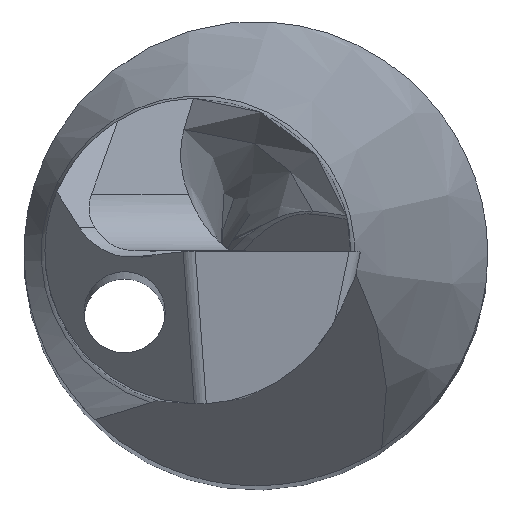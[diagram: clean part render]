
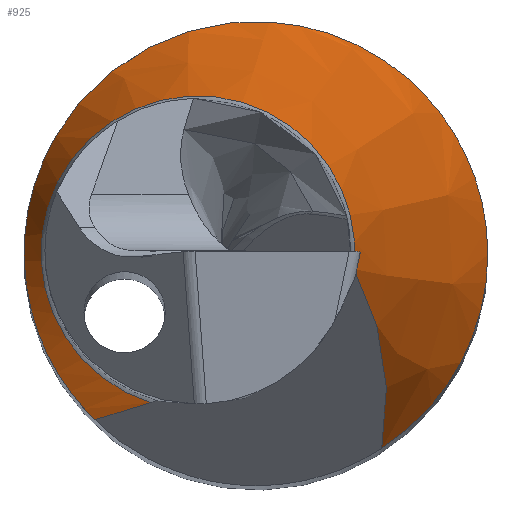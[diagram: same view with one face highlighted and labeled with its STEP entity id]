
A CAD part, top view. The second image highlights one B-rep face of the part: STEP entity #925.
In plain terms, the highlighted conical face has half-angle 15 degrees and reference radius 1.32 mm.
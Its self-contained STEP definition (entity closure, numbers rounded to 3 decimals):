
#70 = CARTESIAN_POINT ( 'NONE',  ( 1.949, 0.463, 22.434 ) ) ;
#91 = CIRCLE ( 'NONE', #446, 1.354 ) ;
#110 = EDGE_CURVE ( 'NONE', #1467, #654, #255, .T. ) ;
#121 = CARTESIAN_POINT ( 'NONE',  ( -1.391, -1.437, 25.416 ) ) ;
#132 = CARTESIAN_POINT ( 'NONE',  ( 1.085, -1.68, 23.106 ) ) ;
#135 = CARTESIAN_POINT ( 'NONE',  ( -1.521, -1.302, 25.561 ) ) ;
#138 = DIRECTION ( 'NONE',  ( 1., 0., 0. ) ) ;
#149 = CARTESIAN_POINT ( 'NONE',  ( -1.391, -1.437, 25.416 ) ) ;
#165 = CARTESIAN_POINT ( 'NONE',  ( 0.225, 1.995, 23.83 ) ) ;
#195 = ORIENTED_EDGE ( 'NONE', *, *, #239, .T. ) ;
#224 = CARTESIAN_POINT ( 'NONE',  ( 1.085, -1.68, 23.106 ) ) ;
#239 = EDGE_CURVE ( 'NONE', #1467, #888, #1061, .T. ) ;
#255 =( BOUNDED_CURVE ( )  B_SPLINE_CURVE ( 3, ( #132, #1255, #333, #1288 ),
 .UNSPECIFIED., .F., .T. ) 
 B_SPLINE_CURVE_WITH_KNOTS ( ( 4, 4 ),
 ( 1.163, 2.029 ),
 .UNSPECIFIED. ) 
 CURVE ( )  GEOMETRIC_REPRESENTATION_ITEM ( )  RATIONAL_B_SPLINE_CURVE ( ( 1., 0.939, 0.939, 1. ) ) 
 REPRESENTATION_ITEM ( '' )  );
#274 = ORIENTED_EDGE ( 'NONE', *, *, #110, .F. ) ;
#279 = CARTESIAN_POINT ( 'NONE',  ( -1.797, -0.883, 25.881 ) ) ;
#307 = CARTESIAN_POINT ( 'NONE',  ( 0.847, -0.14, 26.673 ) ) ;
#333 = CARTESIAN_POINT ( 'NONE',  ( 1.104, -0.607, 25.536 ) ) ;
#334 = CARTESIAN_POINT ( 'NONE',  ( -1.989, 0.237, 26.115 ) ) ;
#335 = CARTESIAN_POINT ( 'NONE',  ( -0.805, 1.839, 24.797 ) ) ;
#343 = CARTESIAN_POINT ( 'NONE',  ( -1.523, 1.309, 25.562 ) ) ;
#368 = CARTESIAN_POINT ( 'NONE',  ( 1.8, 0.902, 22.547 ) ) ;
#379 = EDGE_LOOP ( 'NONE', ( #1481, #1269, #274, #195 ) ) ;
#392 = CARTESIAN_POINT ( 'NONE',  ( -0.908, -1.291, 26.673 ) ) ;
#446 = AXIS2_PLACEMENT_3D ( 'NONE', #1101, #1112, #1441 ) ;
#450 = CARTESIAN_POINT ( 'NONE',  ( -2., 0.12, 26.128 ) ) ;
#451 = CARTESIAN_POINT ( 'NONE',  ( -1.917, -0.58, 26.026 ) ) ;
#458 = CARTESIAN_POINT ( 'NONE',  ( 1.834, -0.807, 22.521 ) ) ;
#475 = CARTESIAN_POINT ( 'NONE',  ( -0.5, 0., 26.8 ) ) ;
#488 = CARTESIAN_POINT ( 'NONE',  ( -1.391, -1.437, 25.416 ) ) ;
#499 = CARTESIAN_POINT ( 'NONE',  ( 1.258, 1.567, 22.967 ) ) ;
#525 = CARTESIAN_POINT ( 'NONE',  ( 1.918, 0.578, 22.457 ) ) ;
#549 = EDGE_CURVE ( 'NONE', #888, #1172, #1262, .T. ) ;
#560 = CARTESIAN_POINT ( 'NONE',  ( -0.908, -1.291, 26.673 ) ) ;
#567 = CARTESIAN_POINT ( 'NONE',  ( -1.989, -0.239, 26.115 ) ) ;
#570 = CARTESIAN_POINT ( 'NONE',  ( 1.61, -1.191, 22.692 ) ) ;
#623 = CARTESIAN_POINT ( 'NONE',  ( -0.304, 1.984, 24.311 ) ) ;
#654 = VERTEX_POINT ( 'NONE', #307 ) ;
#677 = CARTESIAN_POINT ( 'NONE',  ( -0.64, 1.903, 24.633 ) ) ;
#678 = CARTESIAN_POINT ( 'NONE',  ( -1.948, 0.469, 26.064 ) ) ;
#681 = CARTESIAN_POINT ( 'NONE',  ( 1.406, -1.438, 22.85 ) ) ;
#688 = CARTESIAN_POINT ( 'NONE',  ( -1.797, 0.884, 25.881 ) ) ;
#718 = FACE_OUTER_BOUND ( 'NONE', #379, .T. ) ;
#733 = CARTESIAN_POINT ( 'NONE',  ( -1.458, -1.373, 25.489 ) ) ;
#746 = CARTESIAN_POINT ( 'NONE',  ( 0.402, 1.968, 23.676 ) ) ;
#826 = CARTESIAN_POINT ( 'NONE',  ( -0.13, 2.004, 24.149 ) ) ;
#853 = CARTESIAN_POINT ( 'NONE',  ( 0.929, 1.782, 23.232 ) ) ;
#888 = VERTEX_POINT ( 'NONE', #121 ) ;
#917 = CARTESIAN_POINT ( 'NONE',  ( 1.955, -0.482, 22.43 ) ) ;
#925 = ADVANCED_FACE ( 'NONE', ( #718 ), #1083, .T. ) ;
#964 = CARTESIAN_POINT ( 'NONE',  ( -1.696, -1.064, 25.762 ) ) ;
#978 = CARTESIAN_POINT ( 'NONE',  ( 1.999, -0.248, 22.397 ) ) ;
#1027 = EDGE_CURVE ( 'NONE', #1172, #654, #91, .T. ) ;
#1029 = CARTESIAN_POINT ( 'NONE',  ( 1.674, -1.101, 22.643 ) ) ;
#1033 = CARTESIAN_POINT ( 'NONE',  ( -1.113, 1.671, 25.114 ) ) ;
#1061 = B_SPLINE_CURVE_WITH_KNOTS ( 'NONE', 3,
 ( #224, #1388, #681, #570, #1029, #1487, #458, #917, #978, #1085, #1211, #70, #525, #368, #1426, #1175, #499, #853, #1196, #746, #165, #826, #623, #677, #335, #1033, #1372, #343, #1265, #688, #1148, #1257, #678, #334, #450, #1256, #567, #1280, #451, #1202, #279, #964, #1092, #135, #733, #488 ),
 .UNSPECIFIED., .F., .F.,
 ( 4, 2, 2, 2, 2, 2, 2, 2, 2, 2, 2, 2, 2, 2, 2, 2, 2, 2, 2, 2, 2, 2, 4 ),
 ( 0.002, 0.003, 0.003, 0.003, 0.004, 0.004, 0.005, 0.006, 0.006, 0.007, 0.008, 0.008, 0.009, 0.01, 0.011, 0.011, 0.011, 0.012, 0.012, 0.012, 0.013, 0.013, 0.013 ),
 .UNSPECIFIED. ) ;
#1066 = CARTESIAN_POINT ( 'NONE',  ( -1.051, -1.365, 26.249 ) ) ;
#1083 = CONICAL_SURFACE ( 'NONE', #1478, 1.32, 0.262 ) ;
#1085 = CARTESIAN_POINT ( 'NONE',  ( 2., 0.112, 22.396 ) ) ;
#1092 = CARTESIAN_POINT ( 'NONE',  ( -1.64, -1.149, 25.697 ) ) ;
#1101 = CARTESIAN_POINT ( 'NONE',  ( -0.5, 0., 26.673 ) ) ;
#1112 = DIRECTION ( 'NONE',  ( 0., 0., -1. ) ) ;
#1148 = CARTESIAN_POINT ( 'NONE',  ( -1.843, 0.785, 25.936 ) ) ;
#1172 = VERTEX_POINT ( 'NONE', #560 ) ;
#1175 = CARTESIAN_POINT ( 'NONE',  ( 1.414, 1.43, 22.843 ) ) ;
#1190 = CARTESIAN_POINT ( 'NONE',  ( -1.214, -1.416, 25.831 ) ) ;
#1196 = CARTESIAN_POINT ( 'NONE',  ( 0.753, 1.862, 23.377 ) ) ;
#1202 = CARTESIAN_POINT ( 'NONE',  ( -1.842, -0.787, 25.935 ) ) ;
#1211 = CARTESIAN_POINT ( 'NONE',  ( 1.99, 0.231, 22.404 ) ) ;
#1255 = CARTESIAN_POINT ( 'NONE',  ( 1.189, -1.153, 24.269 ) ) ;
#1256 = CARTESIAN_POINT ( 'NONE',  ( -2., -0.118, 26.128 ) ) ;
#1257 = CARTESIAN_POINT ( 'NONE',  ( -1.918, 0.578, 26.027 ) ) ;
#1262 = B_SPLINE_CURVE_WITH_KNOTS ( 'NONE', 3,
 ( #149, #1190, #1066, #392 ),
 .UNSPECIFIED., .F., .F.,
 ( 4, 4 ),
 ( 0.001, 0.002 ),
 .UNSPECIFIED. ) ;
#1265 = CARTESIAN_POINT ( 'NONE',  ( -1.646, 1.154, 25.703 ) ) ;
#1269 = ORIENTED_EDGE ( 'NONE', *, *, #1027, .T. ) ;
#1280 = CARTESIAN_POINT ( 'NONE',  ( -1.948, -0.468, 26.064 ) ) ;
#1286 = DIRECTION ( 'NONE',  ( 0., 0., -1. ) ) ;
#1288 = CARTESIAN_POINT ( 'NONE',  ( 0.847, -0.14, 26.673 ) ) ;
#1372 = CARTESIAN_POINT ( 'NONE',  ( -1.257, 1.567, 25.268 ) ) ;
#1388 = CARTESIAN_POINT ( 'NONE',  ( 1.25, -1.573, 22.973 ) ) ;
#1426 = CARTESIAN_POINT ( 'NONE',  ( 1.685, 1.099, 22.634 ) ) ;
#1438 = CARTESIAN_POINT ( 'NONE',  ( 1.085, -1.68, 23.106 ) ) ;
#1441 = DIRECTION ( 'NONE',  ( 1., 0., 0. ) ) ;
#1467 = VERTEX_POINT ( 'NONE', #1438 ) ;
#1478 = AXIS2_PLACEMENT_3D ( 'NONE', #475, #1286, #138 ) ;
#1481 = ORIENTED_EDGE ( 'NONE', *, *, #549, .T. ) ;
#1487 = CARTESIAN_POINT ( 'NONE',  ( 1.785, -0.909, 22.558 ) ) ;
